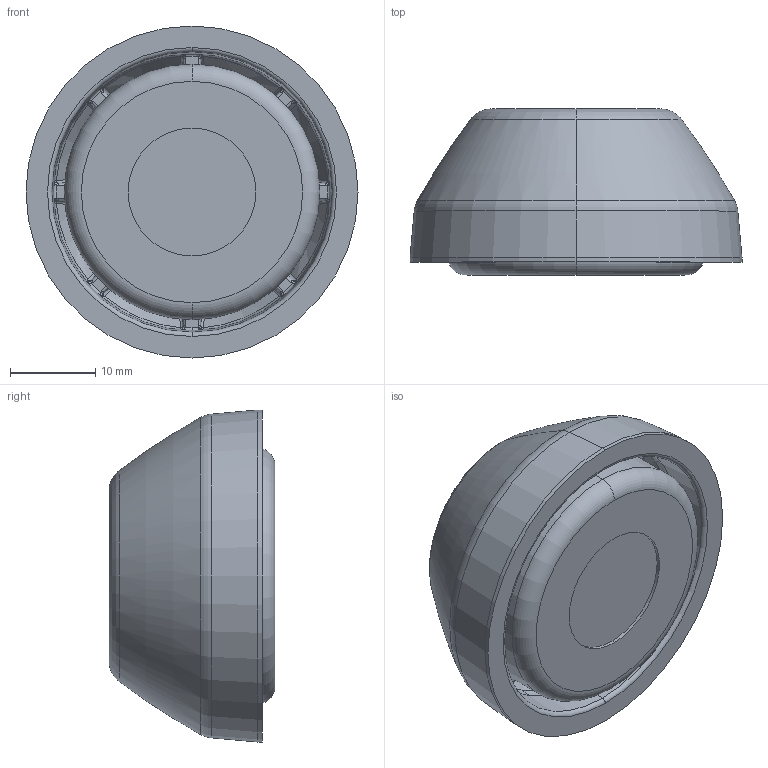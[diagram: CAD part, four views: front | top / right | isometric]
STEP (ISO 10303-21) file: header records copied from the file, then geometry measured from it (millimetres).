
FILE_DESCRIPTION (( 'STEP AP203' ), '1' );
FILE_NAME ('151068.step', '2021-06-03T16:14:04', ( '' ), ( '' ), 'SwSTEP 2.0', 'SolidWorks 2021', '' );
FILE_SCHEMA (( 'CONFIG_CONTROL_DESIGN' ));
Length unit declared in the file: millimetre
Products named in the file (1): 151068
Bounding box: 39 x 19.5 x 39 mm (x, y, z)
Volume: 13862.9 mm3; surface area: 7756.3 mm2
Topology: 2 solids, 2 shells, 384 faces, 890 edges, 494 vertices
Faces by surface type: bspline 190, torus 57, plane 39, cylinder 34, cone 32, sphere 32
Entity records: 15952 total; most frequent: CARTESIAN_POINT 8622, ORIENTED_EDGE 1736, DIRECTION 1264, EDGE_CURVE 868, AXIS2_PLACEMENT_3D 599, VERTEX_POINT 492, CIRCLE 404, B_SPLINE_CURVE_WITH_KNOTS 398
